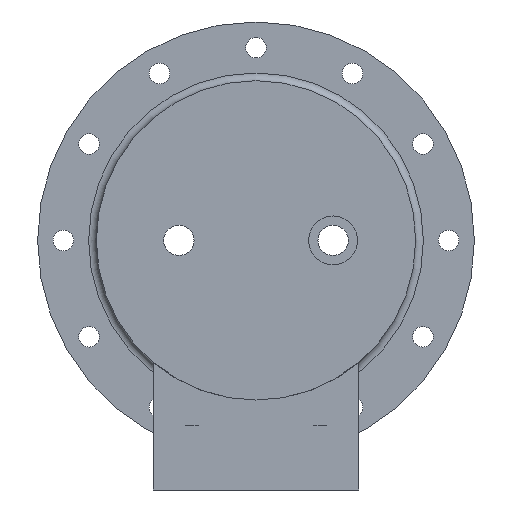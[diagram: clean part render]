
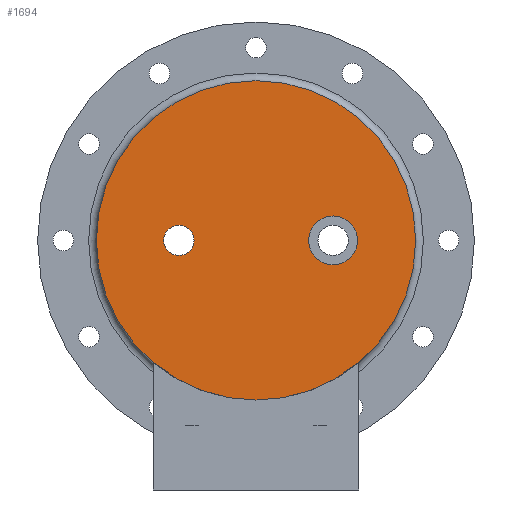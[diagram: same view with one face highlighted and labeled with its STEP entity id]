
A CAD part, front view. The second image highlights one B-rep face of the part: STEP entity #1694.
In plain terms, the highlighted planar face has unit normal (0, -1, 0).
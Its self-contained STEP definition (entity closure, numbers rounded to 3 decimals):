
#50=FACE_BOUND('',#278,.T.);
#51=FACE_BOUND('',#279,.T.);
#140=PLANE('',#1841);
#178=FACE_OUTER_BOUND('',#277,.T.);
#277=EDGE_LOOP('',(#1184,#1185));
#278=EDGE_LOOP('',(#1186));
#279=EDGE_LOOP('',(#1187));
#460=CIRCLE('',#1836,5.9);
#462=CIRCLE('',#1839,9.5);
#464=CIRCLE('',#1842,62.15);
#465=CIRCLE('',#1843,62.15);
#775=VERTEX_POINT('',#2729);
#777=VERTEX_POINT('',#2735);
#779=VERTEX_POINT('',#2741);
#780=VERTEX_POINT('',#2742);
#939=EDGE_CURVE('',#775,#775,#460,.T.);
#942=EDGE_CURVE('',#777,#777,#462,.T.);
#945=EDGE_CURVE('',#779,#780,#464,.T.);
#946=EDGE_CURVE('',#780,#779,#465,.T.);
#1184=ORIENTED_EDGE('',*,*,#945,.F.);
#1185=ORIENTED_EDGE('',*,*,#946,.F.);
#1186=ORIENTED_EDGE('',*,*,#939,.T.);
#1187=ORIENTED_EDGE('',*,*,#942,.T.);
#1694=ADVANCED_FACE('',(#178,#50,#51),#140,.T.);
#1836=AXIS2_PLACEMENT_3D('',#2730,#2092,#2093);
#1839=AXIS2_PLACEMENT_3D('',#2736,#2099,#2100);
#1841=AXIS2_PLACEMENT_3D('',#2740,#2104,#2105);
#1842=AXIS2_PLACEMENT_3D('',#2743,#2106,#2107);
#1843=AXIS2_PLACEMENT_3D('',#2744,#2108,#2109);
#2092=DIRECTION('center_axis',(0.,1.,0.));
#2093=DIRECTION('ref_axis',(1.,0.,0.));
#2099=DIRECTION('center_axis',(0.,1.,0.));
#2100=DIRECTION('ref_axis',(1.,0.,0.));
#2104=DIRECTION('center_axis',(0.,-1.,0.));
#2105=DIRECTION('ref_axis',(0.,0.,-1.));
#2106=DIRECTION('center_axis',(0.,1.,0.));
#2107=DIRECTION('ref_axis',(1.,0.,0.));
#2108=DIRECTION('center_axis',(0.,1.,0.));
#2109=DIRECTION('ref_axis',(1.,0.,0.));
#2729=CARTESIAN_POINT('',(-35.9,-15.,0.));
#2730=CARTESIAN_POINT('Origin',(-30.,-15.,0.));
#2735=CARTESIAN_POINT('',(20.5,-15.,0.));
#2736=CARTESIAN_POINT('Origin',(30.,-15.,0.));
#2740=CARTESIAN_POINT('Origin',(0.,-15.,62.15));
#2741=CARTESIAN_POINT('',(0.,-15.,62.15));
#2742=CARTESIAN_POINT('',(0.,-15.,-62.15));
#2743=CARTESIAN_POINT('Origin',(0.,-15.,0.));
#2744=CARTESIAN_POINT('Origin',(0.,-15.,0.));
